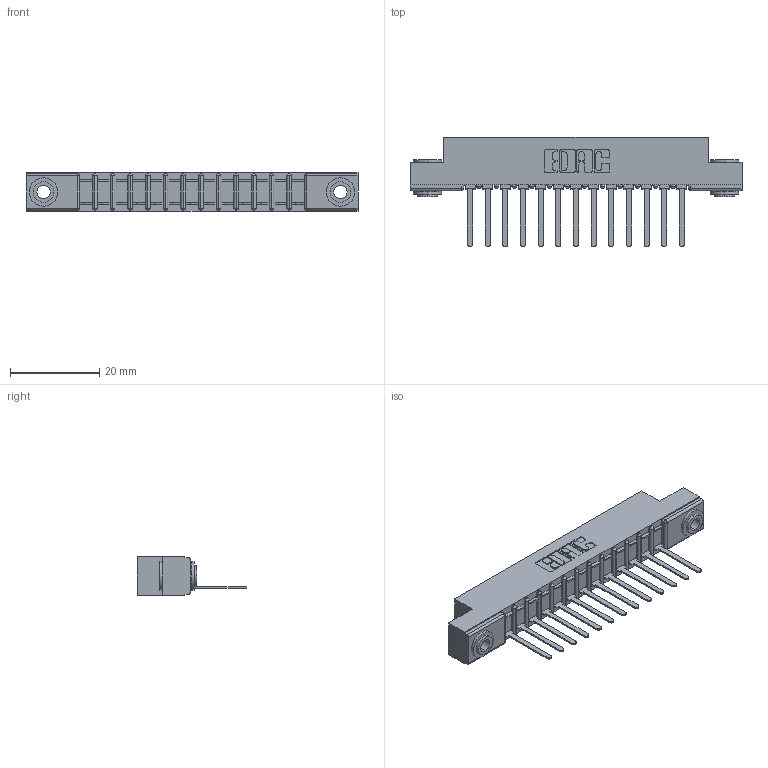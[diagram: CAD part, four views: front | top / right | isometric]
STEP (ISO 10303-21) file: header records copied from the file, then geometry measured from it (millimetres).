
FILE_DESCRIPTION (( 'STEP AP203' ), '1' );
FILE_NAME ('357-013-441-103.STEP', '2020-09-30T14:26:08', ( '' ), ( '' ), 'SwSTEP 2.0', 'SolidWorks 2020', '' );
FILE_SCHEMA (( 'CONFIG_CONTROL_DESIGN' ));
Length unit declared in the file: inch
Products named in the file (4): 307-290-002_541; 357-013-441-103; 345-250-002_345-250-002-102; 307 Part_.156 Dia Mounting Holes
Assembly tree (16 placements, depth 2):
  357-013-441-103
    307 Part_.156 Dia Mounting Holes
    307-290-002_541  x13
    345-250-002_345-250-002-102  x2
Bounding box: 74.52 x 24.59 x 8.71 mm (x, y, z)
Volume: 4953.2 mm3; surface area: 8974.1 mm2
Topology: 16 solids, 16 shells, 1146 faces, 3451 edges, 2258 vertices
Faces by surface type: plane 679, cylinder 431, sphere 28, cone 8
Entity records: 16503 total; most frequent: CARTESIAN_POINT 2757, ORIENTED_EDGE 2738, DIRECTION 2707, EDGE_CURVE 1369, VECTOR 1027, LINE 1027, VERTEX_POINT 890, AXIS2_PLACEMENT_3D 840
